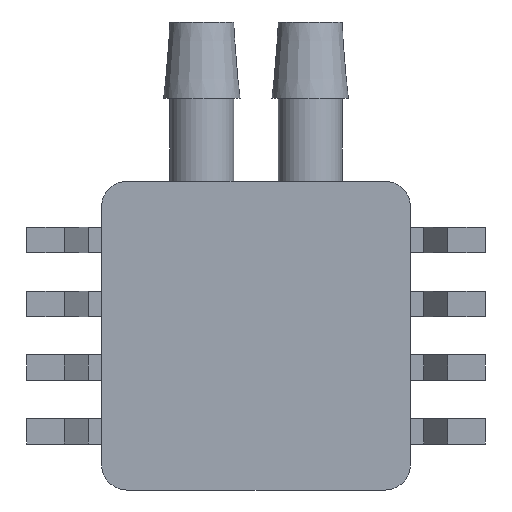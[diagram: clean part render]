
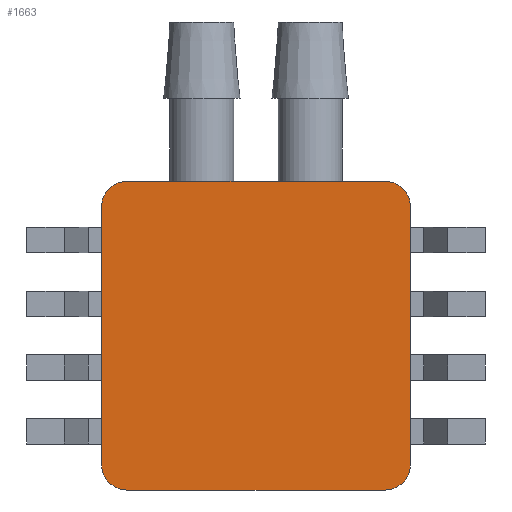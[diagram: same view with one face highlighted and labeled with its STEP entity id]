
A CAD part, front view. The second image highlights one B-rep face of the part: STEP entity #1663.
In plain terms, the highlighted planar face has unit normal (0, -1, 0).
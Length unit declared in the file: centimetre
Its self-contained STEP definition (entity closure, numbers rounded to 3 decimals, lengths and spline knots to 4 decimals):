
#303=VECTOR('',#2071,1.);
#307=VECTOR('',#2082,1.);
#308=VECTOR('',#2085,1.);
#309=VECTOR('',#2088,1.);
#511=LINE('',#2535,#303);
#515=LINE('',#2547,#307);
#516=LINE('',#2551,#308);
#517=LINE('',#2555,#309);
#662=VERTEX_POINT('',#2525);
#664=VERTEX_POINT('',#2533);
#666=VERTEX_POINT('',#2536);
#669=VERTEX_POINT('',#2544);
#670=VERTEX_POINT('',#2548);
#671=VERTEX_POINT('',#2550);
#672=VERTEX_POINT('',#2552);
#673=VERTEX_POINT('',#2554);
#674=VERTEX_POINT('',#2556);
#689=CIRCLE('',#1762,0.1);
#690=CIRCLE('',#1764,0.1);
#691=CIRCLE('',#1765,0.1);
#692=CIRCLE('',#1766,0.1);
#897=EDGE_CURVE('',#664,#662,#511,.T.);
#898=EDGE_CURVE('',#662,#666,#511,.T.);
#903=EDGE_CURVE('',#669,#664,#689,.T.);
#904=EDGE_CURVE('',#670,#669,#515,.T.);
#905=EDGE_CURVE('',#671,#670,#690,.T.);
#906=EDGE_CURVE('',#672,#671,#516,.T.);
#907=EDGE_CURVE('',#673,#672,#691,.T.);
#908=EDGE_CURVE('',#674,#673,#517,.T.);
#909=EDGE_CURVE('',#666,#674,#692,.T.);
#1298=ORIENTED_EDGE('',*,*,#903,.F.);
#1299=ORIENTED_EDGE('',*,*,#904,.F.);
#1300=ORIENTED_EDGE('',*,*,#905,.F.);
#1301=ORIENTED_EDGE('',*,*,#906,.F.);
#1302=ORIENTED_EDGE('',*,*,#907,.F.);
#1303=ORIENTED_EDGE('',*,*,#908,.F.);
#1304=ORIENTED_EDGE('',*,*,#909,.F.);
#1305=ORIENTED_EDGE('',*,*,#898,.F.);
#1306=ORIENTED_EDGE('',*,*,#897,.F.);
#1460=EDGE_LOOP('',(#1298,#1299,#1300,#1301,#1302,#1303,#1304,#1305,#1306));
#1565=FACE_BOUND('',#1460,.T.);
#1663=ADVANCED_FACE('',(#1565),#2658,.F.);
#1762=AXIS2_PLACEMENT_3D('',#2545,#2079,#2080);
#1763=AXIS2_PLACEMENT_3D('',#2546,#2081,$);
#1764=AXIS2_PLACEMENT_3D('',#2549,#2083,#2084);
#1765=AXIS2_PLACEMENT_3D('',#2553,#2086,#2087);
#1766=AXIS2_PLACEMENT_3D('',#2557,#2089,#2090);
#2071=DIRECTION('',(1.,0.,0.));
#2079=DIRECTION('',(0.,1.,0.));
#2080=DIRECTION('',(-0.071,0.,0.071));
#2081=DIRECTION('',(0.,1.,0.));
#2082=DIRECTION('',(0.,0.,1.));
#2083=DIRECTION('',(0.,1.,0.));
#2084=DIRECTION('',(-0.071,0.,-0.071));
#2085=DIRECTION('',(-1.,0.,0.));
#2086=DIRECTION('',(0.,1.,0.));
#2087=DIRECTION('',(0.071,0.,-0.071));
#2088=DIRECTION('',(0.,0.,-1.));
#2089=DIRECTION('',(0.,1.,0.));
#2090=DIRECTION('',(0.071,0.,0.071));
#2525=CARTESIAN_POINT('',(0.2159,0.,0.615));
#2533=CARTESIAN_POINT('',(-0.515,0.,0.615));
#2535=CARTESIAN_POINT('',(-0.615,0.,0.615));
#2536=CARTESIAN_POINT('',(0.515,0.,0.615));
#2544=CARTESIAN_POINT('',(-0.615,0.,0.515));
#2545=CARTESIAN_POINT('',(-0.515,0.,0.515));
#2546=CARTESIAN_POINT('',(0.,0.,0.));
#2547=CARTESIAN_POINT('',(-0.615,0.,-0.615));
#2548=CARTESIAN_POINT('',(-0.615,0.,-0.515));
#2549=CARTESIAN_POINT('',(-0.515,0.,-0.515));
#2550=CARTESIAN_POINT('',(-0.515,0.,-0.615));
#2551=CARTESIAN_POINT('',(0.615,0.,-0.615));
#2552=CARTESIAN_POINT('',(0.515,0.,-0.615));
#2553=CARTESIAN_POINT('',(0.515,0.,-0.515));
#2554=CARTESIAN_POINT('',(0.615,0.,-0.515));
#2555=CARTESIAN_POINT('',(0.615,0.,0.615));
#2556=CARTESIAN_POINT('',(0.615,0.,0.515));
#2557=CARTESIAN_POINT('',(0.515,0.,0.515));
#2658=PLANE('',#1763);
